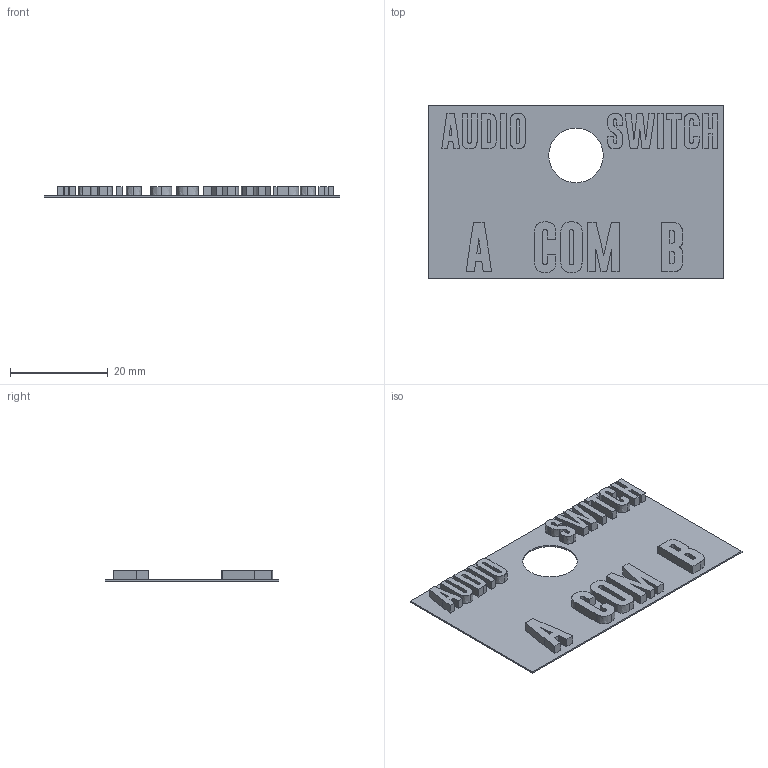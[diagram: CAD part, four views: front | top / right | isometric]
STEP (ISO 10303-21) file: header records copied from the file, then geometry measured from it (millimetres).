
FILE_DESCRIPTION(('FreeCAD Model'),'2;1');
FILE_NAME('Open CASCADE Shape Model','2025-11-09T10:46:57',('Author'),( ''),'Open CASCADE STEP processor 7.7','FreeCAD','Unknown');
FILE_SCHEMA(('AUTOMOTIVE_DESIGN { 1 0 10303 214 1 1 1 1 }'));
Length unit declared in the file: millimetre
Products named in the file (1): Body_case_front_inlay
Bounding box: 60.6 x 35.6 x 2.2 mm (x, y, z)
Volume: 1292 mm3; surface area: 5191 mm2
Topology: 1 solids, 1 shells, 240 faces, 645 edges, 430 vertices
Faces by surface type: plane 177, extrusion 62, cylinder 1
Full cylindrical faces by diameter (mm): 11.184 x1
Entity records: 8950 total; most frequent: CARTESIAN_POINT 3137, ORIENTED_EDGE 1290, DIRECTION 943, EDGE_CURVE 645, VECTOR 581, LINE 519, VERTEX_POINT 430, FACE_BOUND 265
